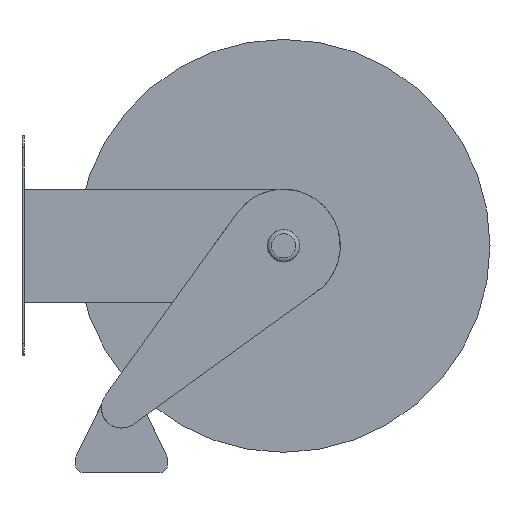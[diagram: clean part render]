
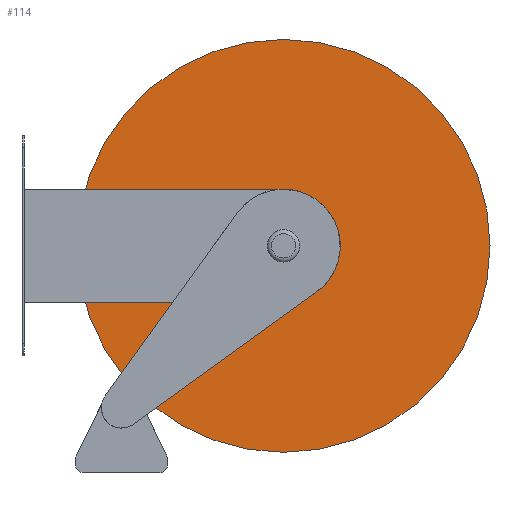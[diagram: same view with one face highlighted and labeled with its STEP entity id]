
A CAD part, left-side view. The second image highlights one B-rep face of the part: STEP entity #114.
In plain terms, the highlighted planar face has unit normal (-1, 0, 0).
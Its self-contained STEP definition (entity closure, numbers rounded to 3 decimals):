
#114 = ADVANCED_FACE( '', ( #278, #279 ), #280, .T. );
#278 = FACE_BOUND( '', #499, .T. );
#279 = FACE_OUTER_BOUND( '', #500, .T. );
#280 = PLANE( '', #501 );
#499 = EDGE_LOOP( '', ( #791 ) );
#500 = EDGE_LOOP( '', ( #792 ) );
#501 = AXIS2_PLACEMENT_3D( '', #793, #794, #795 );
#791 = ORIENTED_EDGE( '', *, *, #1271, .F. );
#792 = ORIENTED_EDGE( '', *, *, #1272, .T. );
#793 = CARTESIAN_POINT( '', ( -190.5, 0., 0. ) );
#794 = DIRECTION( '', ( -1., 0., 0. ) );
#795 = DIRECTION( '', ( 0., -1., 0. ) );
#1271 = EDGE_CURVE( '', #1528, #1528, #1529, .T. );
#1272 = EDGE_CURVE( '', #1530, #1530, #1531, .T. );
#1528 = VERTEX_POINT( '', #1866 );
#1529 = CIRCLE( '', #1867, 35. );
#1530 = VERTEX_POINT( '', #1868 );
#1531 = CIRCLE( '', #1869, 255. );
#1866 = CARTESIAN_POINT( '', ( -190.5, -35., 0. ) );
#1867 = AXIS2_PLACEMENT_3D( '', #2217, #2218, #2219 );
#1868 = CARTESIAN_POINT( '', ( -190.5, 255., 0. ) );
#1869 = AXIS2_PLACEMENT_3D( '', #2220, #2221, #2222 );
#2217 = CARTESIAN_POINT( '', ( -190.5, 0., 0. ) );
#2218 = DIRECTION( '', ( -1., 0., 0. ) );
#2219 = DIRECTION( '', ( 0., -1., 0. ) );
#2220 = CARTESIAN_POINT( '', ( -190.5, 0., 0. ) );
#2221 = DIRECTION( '', ( -1., 0., 0. ) );
#2222 = DIRECTION( '', ( 0., 1., 0. ) );
